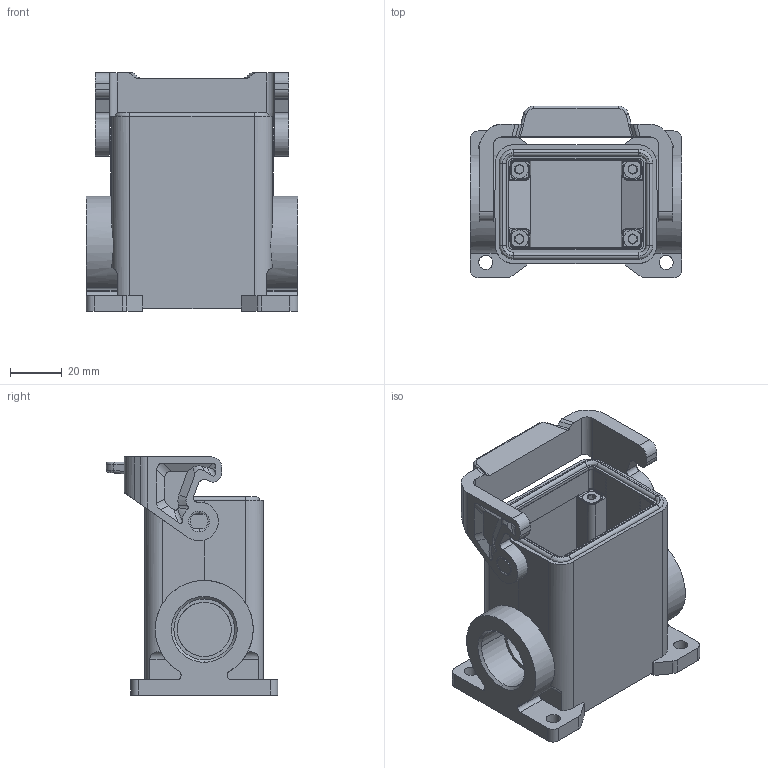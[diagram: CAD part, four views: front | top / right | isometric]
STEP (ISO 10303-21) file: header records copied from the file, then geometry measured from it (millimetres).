
FILE_DESCRIPTION(('Creo Elements/Direct Modeling STEP Export'),'2;1');
FILE_NAME('0ln7uvk5tn73kje2880','2023-11-14T14:14:37',(''),(''),'Creo Elements/Direct Modeling STEP processor for AP214 (Solid Model)','Creo Elements/Direct Modeling 20.1B 02-Apr-2019 (C) Parametric Technology GmbH','');
FILE_SCHEMA(('AUTOMOTIVE_DESIGN { 1 0 10303 214 1 1 1 1 }'));
Length unit declared in the file: millimetre
Products named in the file (2): TAPW 06L25B
Assembly tree (1 placements, depth 2):
  TAPW 06L25B
    TAPW 06L25B
Bounding box: 82 x 66.5 x 92.4 mm (x, y, z)
Volume: 138675.5 mm3; surface area: 50112.8 mm2
Topology: 1 solids, 1 shells, 518 faces, 1443 edges, 933 vertices
Faces by surface type: plane 318, cylinder 164, torus 14, bspline 14, cone 8
Entity records: 26303 total; most frequent: CARTESIAN_POINT 9516, ORIENTED_EDGE 2886, DIRECTION 2372, EDGE_CURVE 1443, VERTEX_POINT 933, VECTOR 872, LINE 872, AXIS2_PLACEMENT_3D 750
